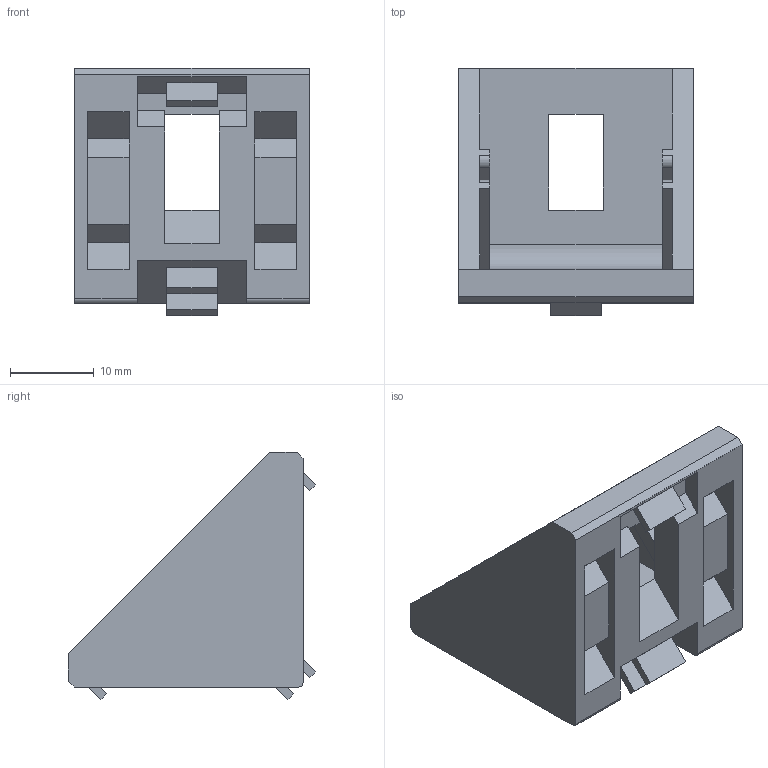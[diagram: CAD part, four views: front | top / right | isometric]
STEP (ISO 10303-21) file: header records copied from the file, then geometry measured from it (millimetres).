
FILE_DESCRIPTION(/* description */ ('Zn Winkel 6 30x30x30'),/* implementation_level */ '2;1');
FILE_NAME(/* name */ '11284_Zn_Winkel_6_30x30x30.stp',/* time_stamp */ '2019-10-10T10:50:14+02:00',/* author */ ('jendrek'),/* organization */ (''),/* preprocessor_version */ 'ST-DEVELOPER v17',/* originating_system */ 'Autodesk Inventor 2018',/* authorisation */ '');
FILE_SCHEMA (('AUTOMOTIVE_DESIGN { 1 0 10303 214 3 1 1 }'));
Length unit declared in the file: millimetre
Products named in the file (1): 11284 
Bounding box: 28 x 29.51 x 29.51 mm (x, y, z)
Volume: 5919 mm3; surface area: 5186.7 mm2
Topology: 1 solids, 1 shells, 107 faces, 288 edges, 192 vertices
Faces by surface type: plane 98, cylinder 9
Entity records: 3347 total; most frequent: CARTESIAN_POINT 588, ORIENTED_EDGE 576, DIRECTION 522, EDGE_CURVE 288, LINE 270, VECTOR 270, VERTEX_POINT 192, AXIS2_PLACEMENT_3D 126
